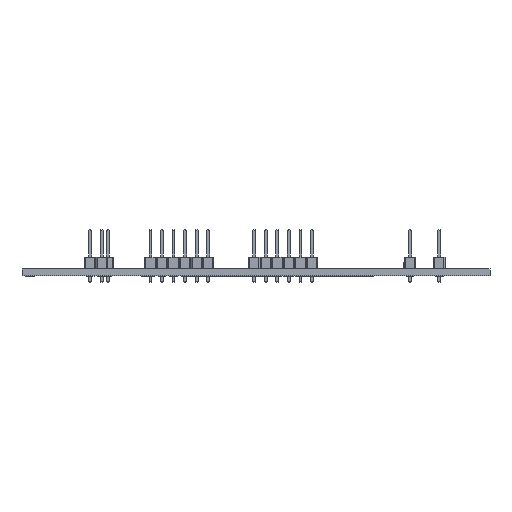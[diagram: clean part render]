
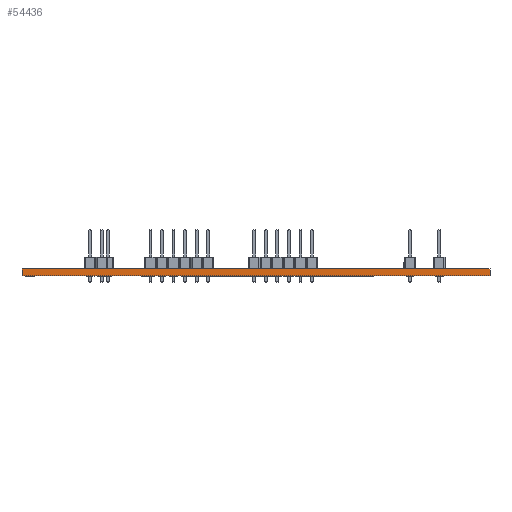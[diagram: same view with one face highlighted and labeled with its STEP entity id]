
A CAD part, front view. The second image highlights one B-rep face of the part: STEP entity #54436.
In plain terms, the highlighted planar face has unit normal (0, -1, 0).
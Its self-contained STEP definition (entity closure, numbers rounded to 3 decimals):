
#53200 = VERTEX_POINT('',#53201);
#53201 = CARTESIAN_POINT('',(149.,-152.,1.51));
#53207 = EDGE_CURVE('',#53208,#53200,#53210,.T.);
#53208 = VERTEX_POINT('',#53209);
#53209 = CARTESIAN_POINT('',(149.,-152.,0.));
#53210 = LINE('',#53211,#53212);
#53211 = CARTESIAN_POINT('',(149.,-152.,0.));
#53212 = VECTOR('',#53213,1.);
#53213 = DIRECTION('',(0.,0.,1.));
#53264 = VERTEX_POINT('',#53265);
#53265 = CARTESIAN_POINT('',(46.,-152.,0.));
#53271 = EDGE_CURVE('',#53208,#53264,#53272,.T.);
#53272 = LINE('',#53273,#53274);
#53273 = CARTESIAN_POINT('',(149.,-152.,0.));
#53274 = VECTOR('',#53275,1.);
#53275 = DIRECTION('',(-1.,0.,0.));
#53861 = VERTEX_POINT('',#53862);
#53862 = CARTESIAN_POINT('',(46.,-152.,1.51));
#53868 = EDGE_CURVE('',#53200,#53861,#53869,.T.);
#53869 = LINE('',#53870,#53871);
#53870 = CARTESIAN_POINT('',(149.,-152.,1.51));
#53871 = VECTOR('',#53872,1.);
#53872 = DIRECTION('',(-1.,0.,0.));
#54436 = ADVANCED_FACE('',(#54437),#54448,.T.);
#54437 = FACE_BOUND('',#54438,.T.);
#54438 = EDGE_LOOP('',(#54439,#54440,#54441,#54447));
#54439 = ORIENTED_EDGE('',*,*,#53207,.T.);
#54440 = ORIENTED_EDGE('',*,*,#53868,.T.);
#54441 = ORIENTED_EDGE('',*,*,#54442,.F.);
#54442 = EDGE_CURVE('',#53264,#53861,#54443,.T.);
#54443 = LINE('',#54444,#54445);
#54444 = CARTESIAN_POINT('',(46.,-152.,0.));
#54445 = VECTOR('',#54446,1.);
#54446 = DIRECTION('',(0.,0.,1.));
#54447 = ORIENTED_EDGE('',*,*,#53271,.F.);
#54448 = PLANE('',#54449);
#54449 = AXIS2_PLACEMENT_3D('',#54450,#54451,#54452);
#54450 = CARTESIAN_POINT('',(149.,-152.,0.));
#54451 = DIRECTION('',(0.,-1.,0.));
#54452 = DIRECTION('',(-1.,0.,0.));
